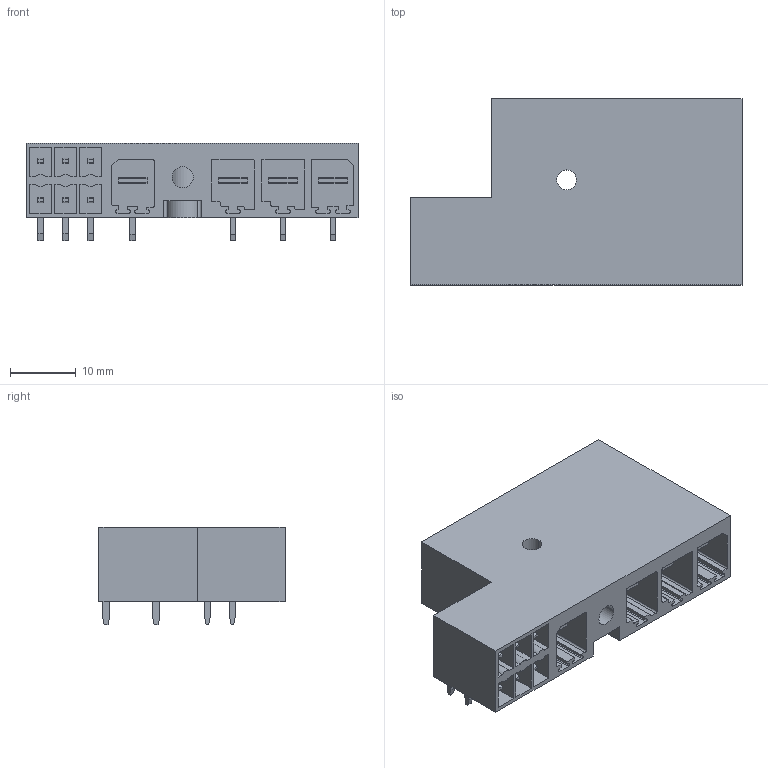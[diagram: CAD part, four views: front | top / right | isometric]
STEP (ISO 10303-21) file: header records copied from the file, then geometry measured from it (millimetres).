
FILE_DESCRIPTION(('CATIA V5 STEP Exchange','CAx-IF Rec.Pracs.--- Model Styling and Organization---1.2---2011-12-15'),'2;1');
FILE_NAME ('D1448400_0', '2018-11-27T11:51:47+00:00', ('none'), ('Weidmueller'), 'CATIA Version 5-6 Release 2014', 'CATIA V5 STEP AP214', 'none');
FILE_SCHEMA(('AUTOMOTIVE_DESIGN { 1 0 10303 214 1 1 1 1 }'));
Length unit declared in the file: millimetre
Products named in the file (1): 1089910000
Bounding box: 50.5 x 28.3 x 14.9 mm (x, y, z)
Volume: 9968 mm3; surface area: 9635.9 mm2
Topology: 11 solids, 11 shells, 488 faces, 1365 edges, 905 vertices
Faces by surface type: plane 425, cylinder 63
Entity records: 12894 total; most frequent: ORIENTED_EDGE 2730, CARTESIAN_POINT 2149, DIRECTION 1569, EDGE_CURVE 1189, VECTOR 1079, LINE 1079, VERTEX_POINT 769, EDGE_LOOP 526
